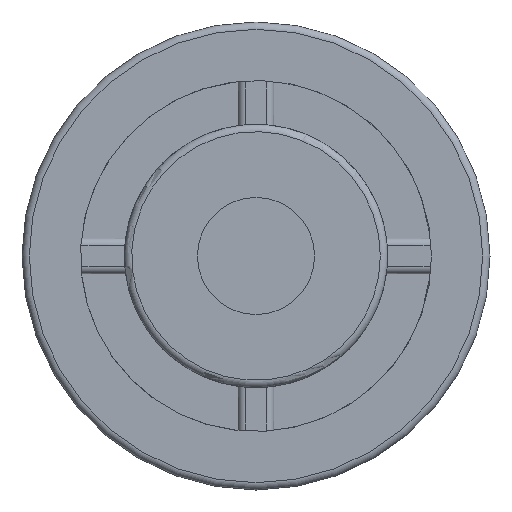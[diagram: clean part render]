
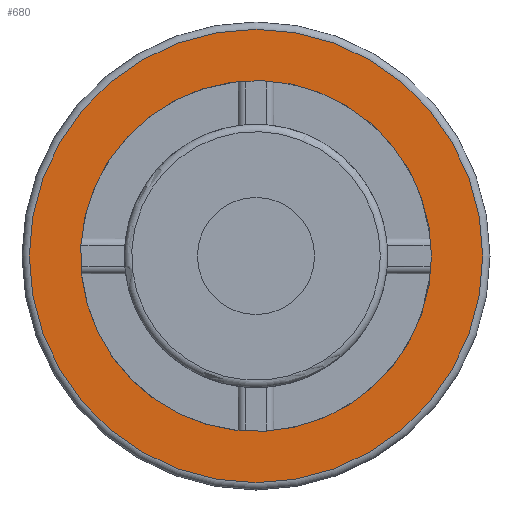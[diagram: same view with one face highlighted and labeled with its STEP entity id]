
A CAD part, front view. The second image highlights one B-rep face of the part: STEP entity #680.
In plain terms, the highlighted planar face has unit normal (0, -1, 0).
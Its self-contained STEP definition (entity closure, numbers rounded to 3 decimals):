
#20=FACE_BOUND('',#169,.T.);
#46=CIRCLE('',#741,15.5);
#48=CIRCLE('',#745,12.);
#82=PLANE('',#744);
#118=FACE_OUTER_BOUND('',#168,.T.);
#168=EDGE_LOOP('',(#552));
#169=EDGE_LOOP('',(#553));
#350=VERTEX_POINT('',#1281);
#352=VERTEX_POINT('',#1287);
#433=EDGE_CURVE('',#350,#350,#46,.T.);
#435=EDGE_CURVE('',#352,#352,#48,.T.);
#552=ORIENTED_EDGE('',*,*,#433,.F.);
#553=ORIENTED_EDGE('',*,*,#435,.T.);
#680=ADVANCED_FACE('',(#118,#20),#82,.T.);
#741=AXIS2_PLACEMENT_3D('',#1282,#901,#902);
#744=AXIS2_PLACEMENT_3D('',#1286,#907,#908);
#745=AXIS2_PLACEMENT_3D('',#1288,#909,#910);
#901=DIRECTION('center_axis',(0.,1.,0.));
#902=DIRECTION('ref_axis',(-1.,0.,0.));
#907=DIRECTION('center_axis',(0.,-1.,0.));
#908=DIRECTION('ref_axis',(0.,0.,-1.));
#909=DIRECTION('center_axis',(0.,1.,0.));
#910=DIRECTION('ref_axis',(-1.,0.,0.));
#1281=CARTESIAN_POINT('',(15.5,0.,0.));
#1282=CARTESIAN_POINT('Origin',(0.,0.,0.));
#1286=CARTESIAN_POINT('Origin',(0.,0.,0.));
#1287=CARTESIAN_POINT('',(12.,0.,0.));
#1288=CARTESIAN_POINT('Origin',(0.,0.,0.));
